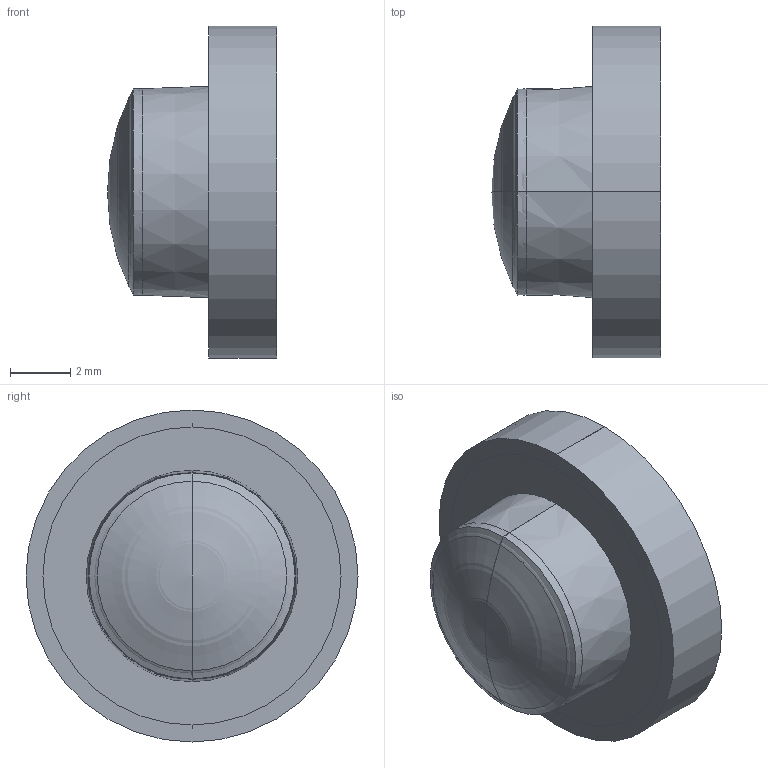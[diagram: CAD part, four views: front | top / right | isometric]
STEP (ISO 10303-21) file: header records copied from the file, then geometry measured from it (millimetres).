
FILE_DESCRIPTION((''),'2;1');
FILE_NAME('OC00003','2013-04-19T',('bockenstedt'),(''),'PRO/ENGINEER BY PARAMETRIC TECHNOLOGY CORPORATION, 2012060','PRO/ENGINEER BY PARAMETRIC TECHNOLOGY CORPORATION, 2012060','');
FILE_SCHEMA(('CONFIG_CONTROL_DESIGN'));
Length unit declared in the file: millimetre
Products named in the file (1): OC00003
Bounding box: 5.6 x 11 x 11 mm (x, y, z)
Volume: 215.8 mm3; surface area: 613.1 mm2
Topology: 1 solids, 2 shells, 57 faces, 148 edges, 93 vertices
Faces by surface type: plane 29, cone 16, sphere 6, torus 4, cylinder 2
Entity records: 1796 total; most frequent: CARTESIAN_POINT 365, DIRECTION 298, ORIENTED_EDGE 282, EDGE_CURVE 142, AXIS2_PLACEMENT_3D 114, VERTEX_POINT 93, VECTOR 70, LINE 70
